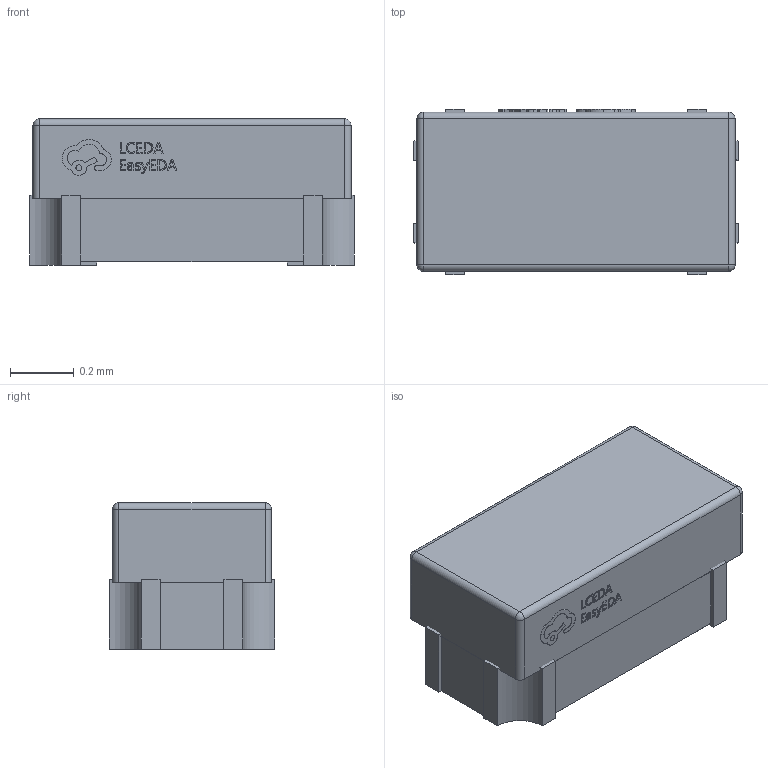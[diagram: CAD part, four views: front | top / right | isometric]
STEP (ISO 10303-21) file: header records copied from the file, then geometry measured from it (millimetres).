
FILE_DESCRIPTION (( 'STEP AP214' ), '1' );
FILE_NAME ('LED0402-R-RD_GREEN.step', '2022-07-08T13:28:08', ( '' ), ( '' ), 'SwSTEP 2.0', 'SolidWorks 2020', '' );
FILE_SCHEMA (( 'AUTOMOTIVE_DESIGN' ));
Length unit declared in the file: millimetre
Products named in the file (1): LED0402-R-RD_GREEN
Bounding box: 1.02 x 0.52 x 0.46 mm (x, y, z)
Volume: 0.2 mm3; surface area: 3.4 mm2
Topology: 2 solids, 2 shells, 577 faces, 1566 edges, 1036 vertices
Faces by surface type: plane 343, bspline 210, cylinder 20, sphere 4
Entity records: 26090 total; most frequent: CARTESIAN_POINT 6586, ORIENTED_EDGE 3124, DIRECTION 1918, EDGE_CURVE 1562, VECTOR 1086, LINE 1086, VERTEX_POINT 1036, EDGE_LOOP 624
